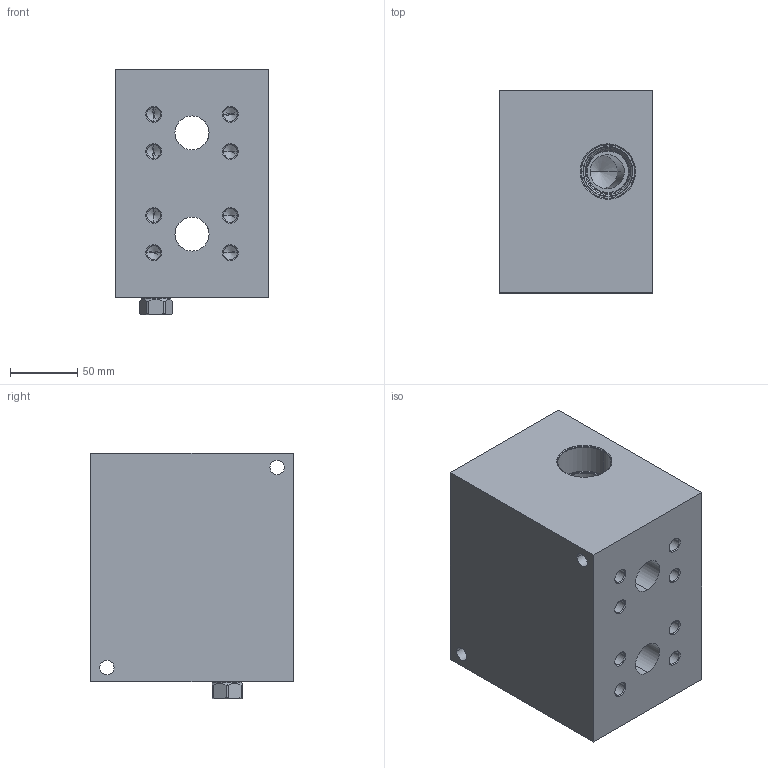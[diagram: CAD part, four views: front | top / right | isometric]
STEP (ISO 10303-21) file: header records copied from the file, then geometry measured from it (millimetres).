
FILE_DESCRIPTION((''),'2;1');
FILE_NAME('XC4_ASM','2021-08-30T',('ProEService'),(''),'PRO/ENGINEER BY PARAMETRIC TECHNOLOGY CORPORATION, 2014200','PRO/ENGINEER BY PARAMETRIC TECHNOLOGY CORPORATION, 2014200','');
FILE_SCHEMA(('CONFIG_CONTROL_DESIGN'));
Length unit declared in the file: inch
Products named in the file (3): 152-127-001; CSABXXN; XC4_ASM
Assembly tree (2 placements, depth 2):
  XC4_ASM
    152-127-001
    CSABXXN
Bounding box: 114.3 x 150.83 x 183.34 mm (x, y, z)
Volume: 2499686.1 mm3; surface area: 212824.1 mm2
Topology: 5 solids, 6 shells, 374 faces, 1257 edges, 1058 vertices
Faces by surface type: cylinder 150, cone 136, plane 42, torus 32, revolution 12, sphere 2
Entity records: 15335 total; most frequent: CARTESIAN_POINT 4614, DIRECTION 2371, ORIENTED_EDGE 1796, EDGE_CURVE 898, AXIS2_PLACEMENT_3D 850, VECTOR 659, LINE 659, VERTEX_POINT 566
